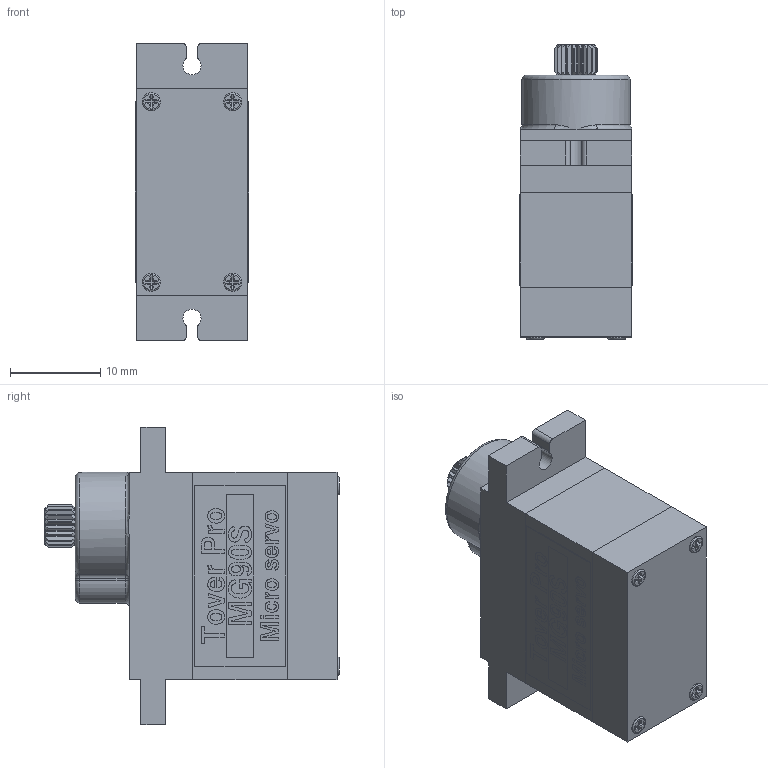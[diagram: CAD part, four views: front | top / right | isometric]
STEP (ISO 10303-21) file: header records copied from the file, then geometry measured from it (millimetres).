
FILE_DESCRIPTION(/* description */ (''),/* implementation_level */ '2;1');
FILE_NAME(/* name */ 'Tower Pro MG90S Micro servo.stp',/* time_stamp */ '2019-03-09T19:34:12+03:00',/* author */ ('Anton'),/* organization */ (''),/* preprocessor_version */ 'ST-DEVELOPER v16.5',/* originating_system */ 'Autodesk Inventor 2017',/* authorisation */ '');
FILE_SCHEMA (('AUTOMOTIVE_DESIGN { 1 0 10303 214 3 1 1 }'));
Length unit declared in the file: millimetre
Products named in the file (22): Tower Pro MG90S Micro servo; основание \X2\043A0440
 редуктора; Вал \X2\043F0440043E043C0435043604430442
; Вал \X2\043F043E0441043B04350434043D0438
 с чем то; Моторчик; Цилиндрическое \X2\0437
 \X2\0437043004460435043F043B0435043D0438
; Цилиндрическое \X2\0437
 \X2\0437043004460435043F043B0435043D0438
1; Цилиндрическое \X2\0437
 \X2\0437043004460435043F043B0435043D0438
2; Цилиндрическое \X2\0437
 \X2\0437043004460435043F043B0435043D0438
_1; Цилиндрическое \X2\0437
 \X2\0437043004460435043F043B0435043D0438
1_1; Цилиндрическое \X2\0437
 \X2\0437043004460435043F043B0435043D0438
2_1; Цилиндрическое \X2\0437
 \X2\0437043004460435043F043B0435043D0438
_2; Цилиндрическое \X2\0437
 \X2\0437043004460435043F043B0435043D0438
1_2; Цилиндрическое \X2\0437
 \X2\0437043004460435043F043B0435043D0438
2_2; Цилиндрическое \X2\0437
 \X2\0437043004460435043F043B0435043D0438
_3; Цилиндрическое \X2\0437
 \X2\0437043004460435043F043B0435043D0438
1_3; Цилиндрическое \X2\0437
 \X2\0437043004460435043F043B0435043D0438
2_3; ограничитель; Крышка \X2\043A043E0440043F0443
; Крышка \X2\043A043E0440043F0443
 задняя; Длинный винт; Этикетка
Assembly tree (25 placements, depth 3):
  Tower Pro MG90S Micro servo
    основание \X2\043A0440
 редуктора
    Вал \X2\043F0440043E043C0435043604430442

    Вал \X2\043F043E0441043B04350434043D0438
 с чем то
    Моторчик
    Цилиндрическое \X2\0437
 \X2\0437043004460435043F043B0435043D0438

      Цилиндрическое \X2\0437
 \X2\0437043004460435043F043B0435043D0438
1
      Цилиндрическое \X2\0437
 \X2\0437043004460435043F043B0435043D0438
2
    Цилиндрическое \X2\0437
 \X2\0437043004460435043F043B0435043D0438
_1
      Цилиндрическое \X2\0437
 \X2\0437043004460435043F043B0435043D0438
1_1
      Цилиндрическое \X2\0437
 \X2\0437043004460435043F043B0435043D0438
2_1
    Цилиндрическое \X2\0437
 \X2\0437043004460435043F043B0435043D0438
_2
      Цилиндрическое \X2\0437
 \X2\0437043004460435043F043B0435043D0438
1_2
      Цилиндрическое \X2\0437
 \X2\0437043004460435043F043B0435043D0438
2_2
    Цилиндрическое \X2\0437
 \X2\0437043004460435043F043B0435043D0438
_3
      Цилиндрическое \X2\0437
 \X2\0437043004460435043F043B0435043D0438
1_3
      Цилиндрическое \X2\0437
 \X2\0437043004460435043F043B0435043D0438
2_3
    ограничитель
    Крышка \X2\043A043E0440043F0443

    Крышка \X2\043A043E0440043F0443
 задняя
    Длинный винт  x4
    Этикетка  x2
Bounding box: 12.6 x 32.65 x 33 mm (x, y, z)
Volume: 4721.8 mm3; surface area: 9101.5 mm2
Topology: 21 solids, 21 shells, 1723 faces, 5225 edges, 3636 vertices
Faces by surface type: cylinder 1028, plane 540, cone 110, torus 30, sphere 13, bspline 2
Full cylindrical faces by diameter (mm): 0.729 x4, 0.8 x6, 1 x8, 1.2 x4, 1.4 x7, 1.8 x5, 2 x12, 2.013 x1, 3.295 x1, 3.4 x2, 3.5 x1, 4 x3, 4.1 x1, 4.8 x1, 5 x2, 6 x1, 8 x1, 9 x2, 10 x2
Entity records: 53374 total; most frequent: CARTESIAN_POINT 10301, DIRECTION 9548, ORIENTED_EDGE 8844, EDGE_CURVE 4421, AXIS2_PLACEMENT_3D 3842, VERTEX_POINT 3042, CIRCLE 2248, LINE 1864
